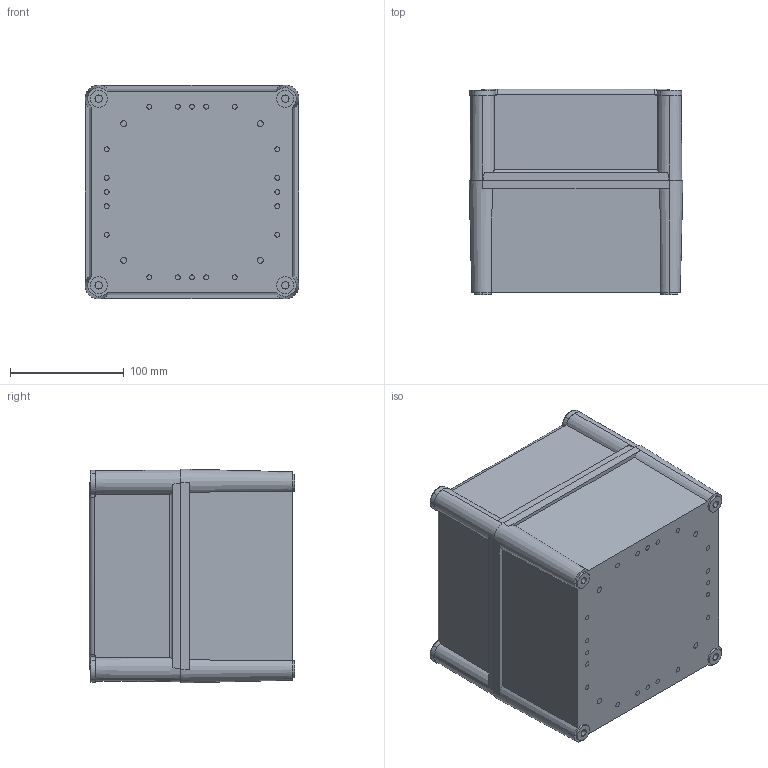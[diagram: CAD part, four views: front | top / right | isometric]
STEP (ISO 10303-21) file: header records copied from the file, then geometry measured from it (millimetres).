
FILE_DESCRIPTION (( 'STEP AP214' ), '1' );
FILE_NAME ('5330369_FIBOX_Solid_PC1919_18G.STEP', '2022-12-21T08:50:13', ( 'fiboxadmin' ), ( '' ), 'SwSTEP 2.0', 'SolidWorks 2021', '' );
FILE_SCHEMA (( 'AUTOMOTIVE_DESIGN' ));
Length unit declared in the file: millimetre
Products named in the file (4): Fibox_Solid_1919_B; SS 10563 long Cross head screw; 5330369_FIBOX_Solid_PC1919_18G; FIBOX_EKH80C
Assembly tree (6 placements, depth 2):
  5330369_FIBOX_Solid_PC1919_18G
    Fibox_Solid_1919_B
    FIBOX_EKH80C
    SS 10563 long Cross head screw  x4
Bounding box: 188 x 180.5 x 188 mm (x, y, z)
Volume: 775946.8 mm3; surface area: 421281.9 mm2
Topology: 6 solids, 6 shells, 974 faces, 2511 edges, 1607 vertices
Faces by surface type: plane 505, cylinder 300, cone 105, bspline 56, torus 8
Entity records: 21678 total; most frequent: CARTESIAN_POINT 5260, DIRECTION 3201, ORIENTED_EDGE 3150, EDGE_CURVE 1575, AXIS2_PLACEMENT_3D 1213, VERTEX_POINT 1022, VECTOR 775, LINE 775
